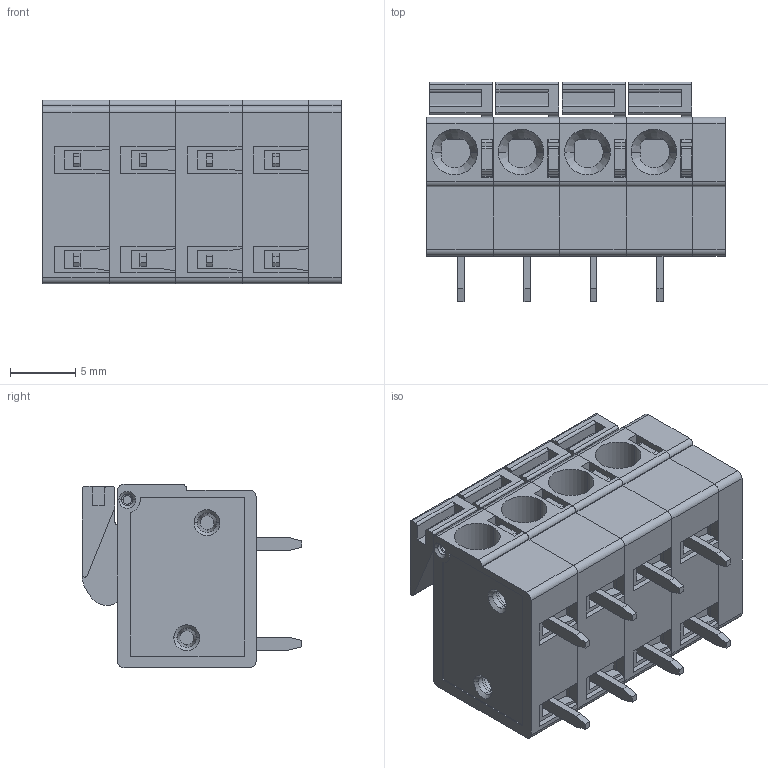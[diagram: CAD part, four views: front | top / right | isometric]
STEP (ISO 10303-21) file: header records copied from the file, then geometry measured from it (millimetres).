
FILE_DESCRIPTION (( 'STEP AP214' ), '1' );
FILE_NAME ('CUI_DEVICES_TBL004-508-04BE-2GY.step', '2019-11-27T03:38:01', ( '' ), ( '' ), 'SwSTEP 2.0', 'SolidWorks 2019', '' );
FILE_SCHEMA (( 'AUTOMOTIVE_DESIGN' ));
Length unit declared in the file: millimetre
Products named in the file (4): TBL004-508 - END CAP_Blue; CUI_DEVICES_TBL004-508-04BE-2GY; TBL004-508 - PUSH BUTTON_Gray; TBL004-508 - BODY_Blue
Assembly tree (9 placements, depth 2):
  CUI_DEVICES_TBL004-508-04BE-2GY
    TBL004-508 - END CAP_Blue
    TBL004-508 - BODY_Blue  x4
    TBL004-508 - PUSH BUTTON_Gray  x4
Bounding box: 22.82 x 16.8 x 14.05 mm (x, y, z)
Volume: 3072.2 mm3; surface area: 3992.2 mm2
Topology: 9 solids, 9 shells, 709 faces, 1876 edges, 1220 vertices
Faces by surface type: plane 467, cylinder 162, cone 72, torus 8
Entity records: 11050 total; most frequent: CARTESIAN_POINT 1442, ORIENTED_EDGE 1388, DIRECTION 1354, EDGE_CURVE 694, LINE 570, VECTOR 570, VERTEX_POINT 455, AXIS2_PLACEMENT_3D 392
